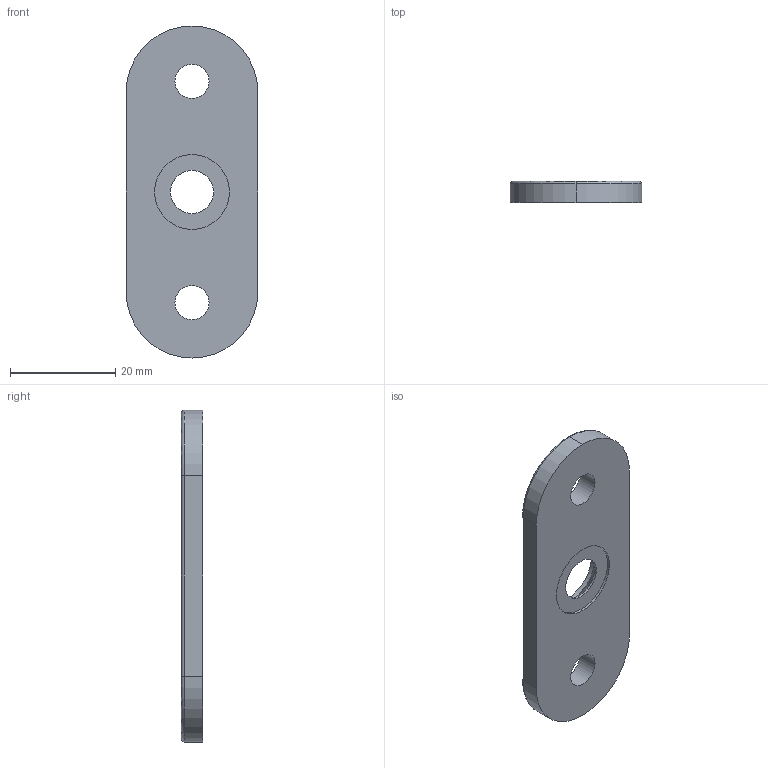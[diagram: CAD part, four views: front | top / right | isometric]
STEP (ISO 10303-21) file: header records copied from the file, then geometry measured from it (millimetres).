
FILE_DESCRIPTION (( 'STEP AP203' ), '1' );
FILE_NAME ('50223-ST-00.step', '2024-05-13T09:02:49', ( '' ), ( '' ), 'SwSTEP 2.0', 'SolidWorks 2018', '' );
FILE_SCHEMA (( 'CONFIG_CONTROL_DESIGN' ));
Length unit declared in the file: millimetre
Products named in the file (1): 50223-ST-00
Bounding box: 25 x 4 x 63 mm (x, y, z)
Volume: 5092.8 mm3; surface area: 3494 mm2
Topology: 1 solids, 1 shells, 263 faces, 697 edges, 462 vertices
Faces by surface type: bspline 124, plane 123, cylinder 11, torus 4, cone 1
Full cylindrical faces by diameter (mm): 6.5 x2, 8.2 x1, 12.5 x1, 14.2 x1
Entity records: 15054 total; most frequent: CARTESIAN_POINT 9285, ORIENTED_EDGE 1382, DIRECTION 751, EDGE_CURVE 691, VERTEX_POINT 462, LINE 415, VECTOR 415, EDGE_LOOP 301
